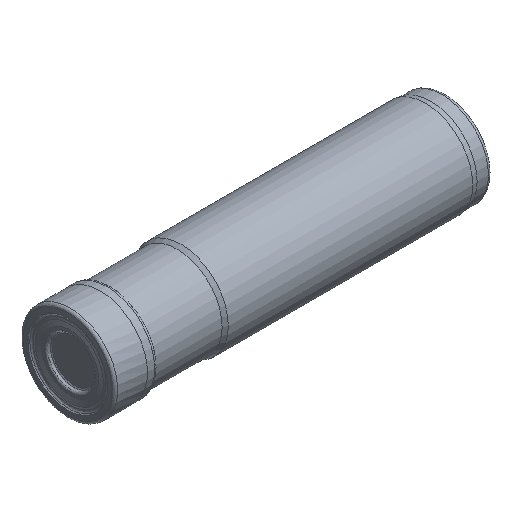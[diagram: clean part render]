
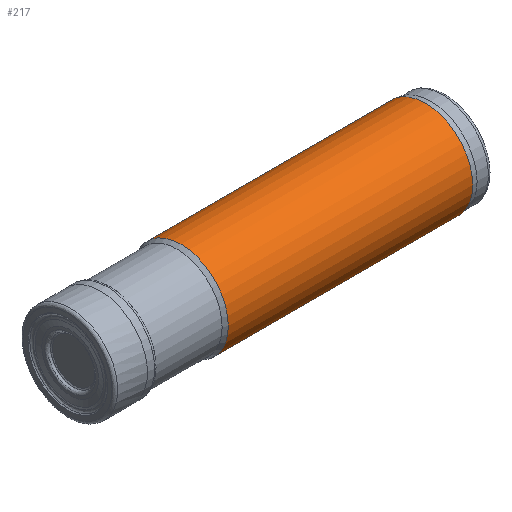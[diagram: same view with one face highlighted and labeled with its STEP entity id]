
A CAD part, isometric view. The second image highlights one B-rep face of the part: STEP entity #217.
In plain terms, the highlighted cylindrical face has radius 12.5 mm (diameter 25 mm), a full revolution.
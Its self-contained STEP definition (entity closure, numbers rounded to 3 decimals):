
#207=CYLINDRICAL_SURFACE('',#535,12.5);
#217=ADVANCED_FACE('',(#255,#256),#207,.T.);
#255=FACE_BOUND('',#315,.T.);
#256=FACE_BOUND('',#316,.T.);
#315=EDGE_LOOP('',(#377));
#316=EDGE_LOOP('',(#378));
#377=ORIENTED_EDGE('',*,*,#466,.F.);
#378=ORIENTED_EDGE('',*,*,#467,.T.);
#435=VERTEX_POINT('',#716);
#436=VERTEX_POINT('',#719);
#466=EDGE_CURVE('',#435,#435,#497,.T.);
#467=EDGE_CURVE('',#436,#436,#498,.T.);
#497=CIRCLE('',#532,12.5);
#498=CIRCLE('',#534,12.5);
#532=AXIS2_PLACEMENT_3D('',#715,#589,#590);
#534=AXIS2_PLACEMENT_3D('',#718,#593,#594);
#535=AXIS2_PLACEMENT_3D('',#720,#595,#596);
#589=DIRECTION('',(-1.,0.,0.));
#590=DIRECTION('',(0.,0.,1.));
#593=DIRECTION('',(-1.,0.,0.));
#594=DIRECTION('',(0.,0.,1.));
#595=DIRECTION('',(-1.,0.,0.));
#596=DIRECTION('',(0.,0.,1.));
#715=CARTESIAN_POINT('',(30.,0.,0.));
#716=CARTESIAN_POINT('',(30.,0.,12.5));
#718=CARTESIAN_POINT('',(94.582,0.,0.));
#719=CARTESIAN_POINT('',(94.582,0.,12.5));
#720=CARTESIAN_POINT('',(0.,0.,0.));
